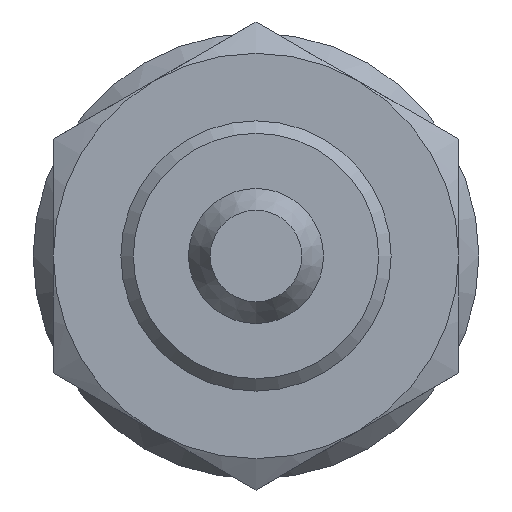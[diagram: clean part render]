
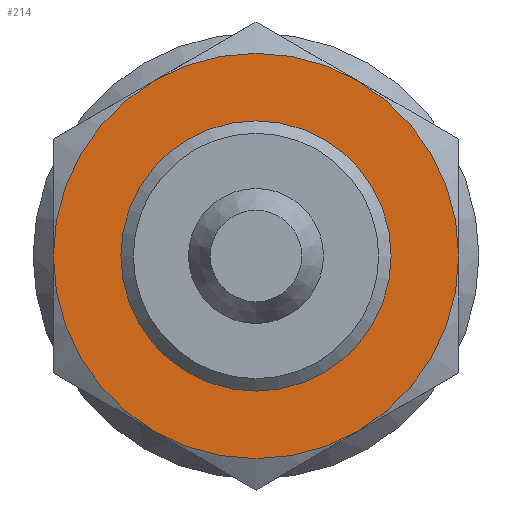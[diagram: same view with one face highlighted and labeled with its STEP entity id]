
A CAD part, front view. The second image highlights one B-rep face of the part: STEP entity #214.
In plain terms, the highlighted planar face has unit normal (0, -1, 0).
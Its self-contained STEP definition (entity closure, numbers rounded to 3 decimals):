
#214 = ADVANCED_FACE( '', ( #439, #440 ), #441, .T. );
#439 = FACE_OUTER_BOUND( '', #659, .T. );
#440 = FACE_BOUND( '', #660, .T. );
#441 = PLANE( '', #661 );
#659 = EDGE_LOOP( '', ( #1186, #1187, #1188, #1189, #1190, #1191 ) );
#660 = EDGE_LOOP( '', ( #1192 ) );
#661 = AXIS2_PLACEMENT_3D( '', #1193, #1194, #1195 );
#1186 = ORIENTED_EDGE( '', *, *, #1307, .T. );
#1187 = ORIENTED_EDGE( '', *, *, #1375, .T. );
#1188 = ORIENTED_EDGE( '', *, *, #1428, .T. );
#1189 = ORIENTED_EDGE( '', *, *, #1353, .T. );
#1190 = ORIENTED_EDGE( '', *, *, #1424, .T. );
#1191 = ORIENTED_EDGE( '', *, *, #1350, .T. );
#1192 = ORIENTED_EDGE( '', *, *, #1422, .F. );
#1193 = CARTESIAN_POINT( '', ( 10., -24.5, 0. ) );
#1194 = DIRECTION( '', ( 0., -1., 0. ) );
#1195 = DIRECTION( '', ( 0., 0., -1. ) );
#1307 = EDGE_CURVE( '', #1567, #1568, #1569, .T. );
#1350 = EDGE_CURVE( '', #1539, #1567, #1633, .T. );
#1353 = EDGE_CURVE( '', #1628, #1635, #1637, .T. );
#1375 = EDGE_CURVE( '', #1568, #1667, #1668, .T. );
#1422 = EDGE_CURVE( '', #1723, #1723, #1724, .T. );
#1424 = EDGE_CURVE( '', #1635, #1539, #1726, .T. );
#1428 = EDGE_CURVE( '', #1667, #1628, #1730, .T. );
#1539 = VERTEX_POINT( '', #1915 );
#1567 = VERTEX_POINT( '', #1969 );
#1568 = VERTEX_POINT( '', #1970 );
#1569 = CIRCLE( '', #1971, 15. );
#1628 = VERTEX_POINT( '', #2100 );
#1633 = CIRCLE( '', #2117, 15. );
#1635 = VERTEX_POINT( '', #2119 );
#1637 = CIRCLE( '', #2128, 15. );
#1667 = VERTEX_POINT( '', #2209 );
#1668 = CIRCLE( '', #2210, 15. );
#1723 = VERTEX_POINT( '', #2317 );
#1724 = CIRCLE( '', #2318, 10. );
#1726 = CIRCLE( '', #2320, 15. );
#1730 = CIRCLE( '', #2324, 15. );
#1915 = CARTESIAN_POINT( '', ( -7.5, -24.5, -12.99 ) );
#1969 = CARTESIAN_POINT( '', ( 7.5, -24.5, -12.99 ) );
#1970 = CARTESIAN_POINT( '', ( 15., -24.5, 0. ) );
#1971 = AXIS2_PLACEMENT_3D( '', #2432, #2433, #2434 );
#2100 = CARTESIAN_POINT( '', ( -7.5, -24.5, 12.99 ) );
#2117 = AXIS2_PLACEMENT_3D( '', #2458, #2459, #2460 );
#2119 = CARTESIAN_POINT( '', ( -15., -24.5, 0. ) );
#2128 = AXIS2_PLACEMENT_3D( '', #2461, #2462, #2463 );
#2209 = CARTESIAN_POINT( '', ( 7.5, -24.5, 12.99 ) );
#2210 = AXIS2_PLACEMENT_3D( '', #2471, #2472, #2473 );
#2317 = CARTESIAN_POINT( '', ( 0., -24.5, -10. ) );
#2318 = AXIS2_PLACEMENT_3D( '', #2501, #2502, #2503 );
#2320 = AXIS2_PLACEMENT_3D( '', #2504, #2505, #2506 );
#2324 = AXIS2_PLACEMENT_3D( '', #2507, #2508, #2509 );
#2432 = CARTESIAN_POINT( '', ( 0., -24.5, 0. ) );
#2433 = DIRECTION( '', ( 0., -1., 0. ) );
#2434 = DIRECTION( '', ( 0., 0., -1. ) );
#2458 = CARTESIAN_POINT( '', ( 0., -24.5, 0. ) );
#2459 = DIRECTION( '', ( 0., -1., 0. ) );
#2460 = DIRECTION( '', ( 0., 0., -1. ) );
#2461 = CARTESIAN_POINT( '', ( 0., -24.5, 0. ) );
#2462 = DIRECTION( '', ( 0., -1., 0. ) );
#2463 = DIRECTION( '', ( 0., 0., -1. ) );
#2471 = CARTESIAN_POINT( '', ( 0., -24.5, 0. ) );
#2472 = DIRECTION( '', ( 0., -1., 0. ) );
#2473 = DIRECTION( '', ( 0., 0., -1. ) );
#2501 = CARTESIAN_POINT( '', ( 0., -24.5, 0. ) );
#2502 = DIRECTION( '', ( 0., -1., 0. ) );
#2503 = DIRECTION( '', ( 0., 0., -1. ) );
#2504 = CARTESIAN_POINT( '', ( 0., -24.5, 0. ) );
#2505 = DIRECTION( '', ( 0., -1., 0. ) );
#2506 = DIRECTION( '', ( 0., 0., -1. ) );
#2507 = CARTESIAN_POINT( '', ( 0., -24.5, 0. ) );
#2508 = DIRECTION( '', ( 0., -1., 0. ) );
#2509 = DIRECTION( '', ( 0., 0., -1. ) );
